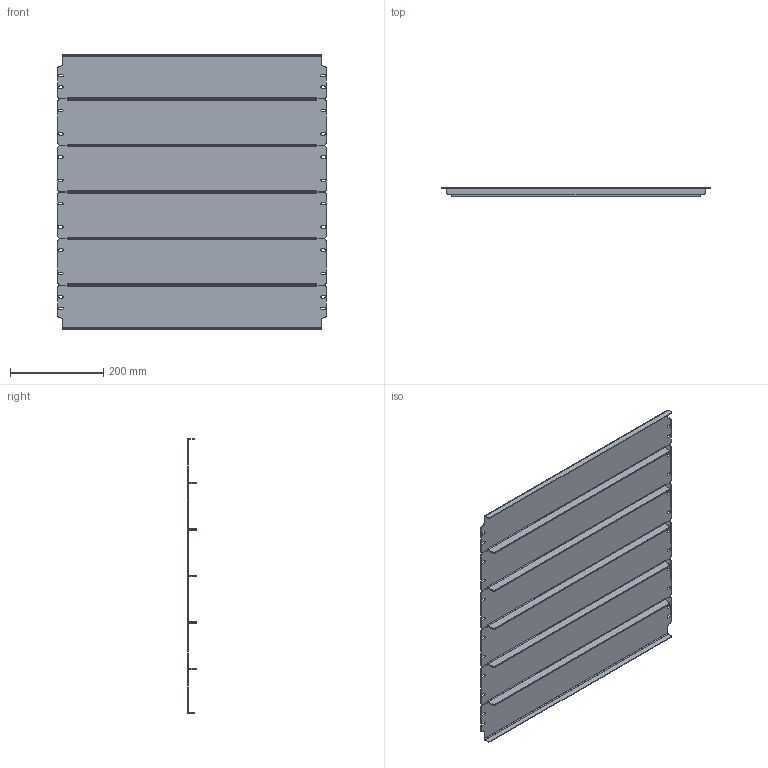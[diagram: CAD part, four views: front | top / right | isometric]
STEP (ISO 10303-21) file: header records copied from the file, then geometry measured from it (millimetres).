
FILE_DESCRIPTION (( 'STEP AP214' ), '1' );
FILE_NAME ('637.700.STEP', '2024-11-05T03:16:07', ( '' ), ( '' ), 'SwSTEP 2.0', 'SolidWorks 2021', '' );
FILE_SCHEMA (( 'AUTOMOTIVE_DESIGN' ));
Length unit declared in the file: millimetre
Products named in the file (3): 637.095; 637.700; 637.101
Assembly tree (6 placements, depth 2):
  637.700
    637.095  x2
    637.101  x4
Bounding box: 576.5 x 20 x 590 mm (x, y, z)
Volume: 668419.7 mm3; surface area: 904842.2 mm2
Topology: 6 solids, 6 shells, 324 faces, 860 edges, 548 vertices
Faces by surface type: plane 200, cylinder 124
Entity records: 3506 total; most frequent: DIRECTION 610, CARTESIAN_POINT 585, ORIENTED_EDGE 572, EDGE_CURVE 286, AXIS2_PLACEMENT_3D 207, LINE 196, VECTOR 196, VERTEX_POINT 182
